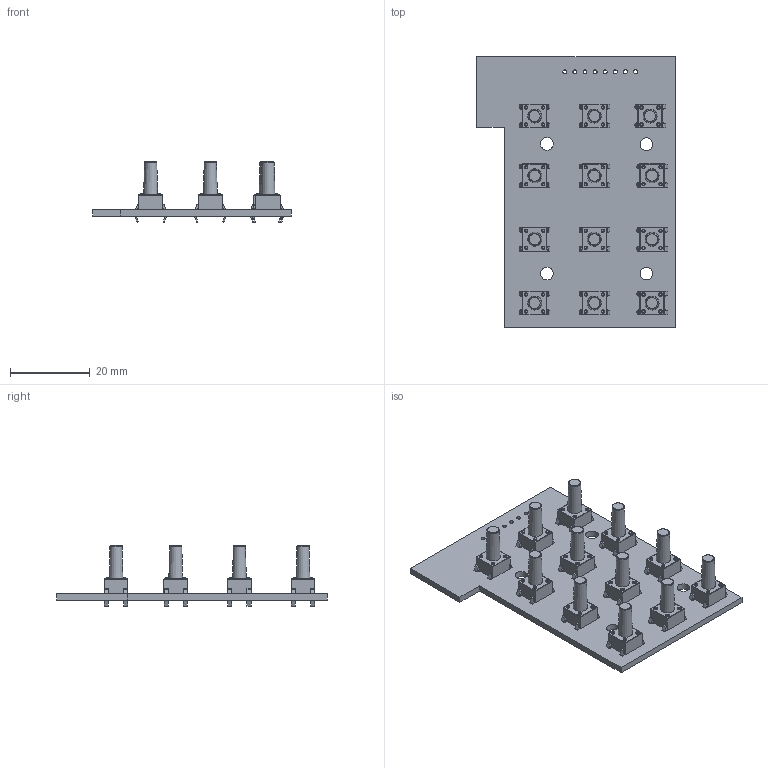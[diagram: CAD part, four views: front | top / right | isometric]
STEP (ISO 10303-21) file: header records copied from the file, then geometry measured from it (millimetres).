
FILE_DESCRIPTION(('KiCad electronic assembly'),'2;1');
FILE_NAME('KEYBORD_PCB_V1.step','2021-09-01T12:09:45',('An Author'),( 'A Company'),'Open CASCADE STEP processor 6.9', 'KiCad to STEP converter','Unknown');
FILE_SCHEMA(('AUTOMOTIVE_DESIGN { 1 0 10303 214 1 1 1 1 }'));
Length unit declared in the file: millimetre
Products named in the file (4): Open CASCADE STEP translator 6.9 1; Tactal_Switch_-Thru_(6mmx_6mmx12.0mm); SOLID; COMPOUND
Assembly tree (14 placements, depth 3):
  Open CASCADE STEP translator 6.9 1
    Tactal_Switch_-Thru_(6mmx_6mmx12.0mm)  x12
      SOLID
    COMPOUND
Bounding box: 50 x 68 x 15.18 mm (x, y, z)
Volume: 7306.1 mm3; surface area: 10383.1 mm2
Topology: 13 solids, 253 shells, 3068 faces, 7362 edges, 4872 vertices
Faces by surface type: plane 2180, bspline 468, cylinder 348, torus 60, cone 12
Full cylindrical faces by diameter (mm): 0.848 x48, 1 x8, 1.1 x48, 3.2 x4
Entity records: 27036 total; most frequent: CARTESIAN_POINT 10612, DIRECTION 2141, ORIENTED_EDGE 1590, PCURVE 1590, DEFINITIONAL_REPRESENTATION 1590, LINE 1142, VECTOR 1142, B_SPLINE_CURVE_WITH_KNOTS 890
